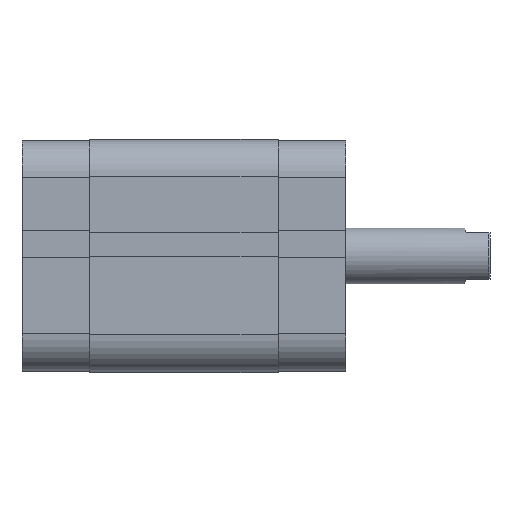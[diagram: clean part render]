
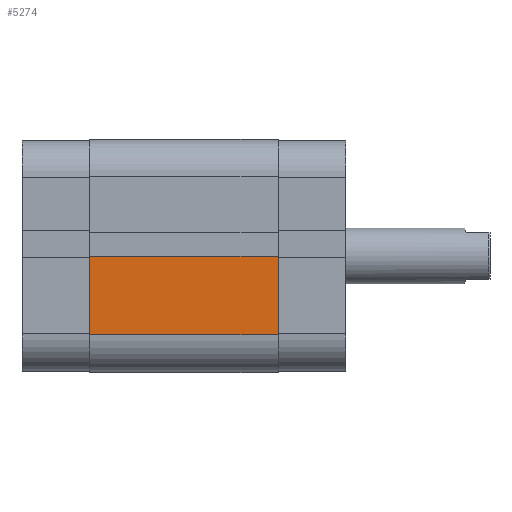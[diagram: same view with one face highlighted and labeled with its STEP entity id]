
A CAD part, top view. The second image highlights one B-rep face of the part: STEP entity #5274.
In plain terms, the highlighted face is planar.
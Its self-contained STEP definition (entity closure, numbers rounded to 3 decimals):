
#110 = CARTESIAN_POINT ( 'NONE',  ( 0.1, -25., 0. ) ) ;
#124 = CARTESIAN_POINT ( 'NONE',  ( 0.1, -25., 40.5 ) ) ;
#137 = CARTESIAN_POINT ( 'NONE',  ( 17., -25., 0. ) ) ;
#191 = CARTESIAN_POINT ( 'NONE',  ( 17., -25., 40.5 ) ) ;
#247 = VERTEX_POINT ( 'NONE', #191 ) ;
#293 = VERTEX_POINT ( 'NONE', #137 ) ;
#303 = VERTEX_POINT ( 'NONE', #124 ) ;
#316 = VERTEX_POINT ( 'NONE', #110 ) ;
#2202 = EDGE_CURVE ( 'NONE', #303, #247, #4649, .T. ) ;
#2206 = EDGE_CURVE ( 'NONE', #303, #316, #4640, .T. ) ;
#2209 = EDGE_CURVE ( 'NONE', #247, #293, #4646, .T. ) ;
#2210 = EDGE_CURVE ( 'NONE', #316, #293, #4655, .T. ) ;
#2635 = AXIS2_PLACEMENT_3D ( 'NONE', #5759, #5765, #5766 ) ;
#3268 = EDGE_LOOP ( 'NONE', ( #3537, #3536, #3535, #3534 ) ) ;
#3534 = ORIENTED_EDGE ( 'NONE', *, *, #2206, .T. ) ;
#3535 = ORIENTED_EDGE ( 'NONE', *, *, #2202, .F. ) ;
#3536 = ORIENTED_EDGE ( 'NONE', *, *, #2209, .F. ) ;
#3537 = ORIENTED_EDGE ( 'NONE', *, *, #2210, .T. ) ;
#4634 = VECTOR ( 'NONE', #5494, 1000. ) ;
#4640 = LINE ( 'NONE', #5493, #4634 ) ;
#4646 = LINE ( 'NONE', #5495, #4662 ) ;
#4649 = LINE ( 'NONE', #5485, #4650 ) ;
#4650 = VECTOR ( 'NONE', #5486, 1000. ) ;
#4655 = LINE ( 'NONE', #5499, #4664 ) ;
#4662 = VECTOR ( 'NONE', #5501, 1000. ) ;
#4664 = VECTOR ( 'NONE', #5503, 1000. ) ;
#4814 = FACE_OUTER_BOUND ( 'NONE', #3268, .T. ) ;
#5274 = ADVANCED_FACE ( 'NONE', ( #4814 ), #5756, .F. ) ;
#5485 = CARTESIAN_POINT ( 'NONE',  ( 0., -25., 40.5 ) ) ;
#5486 = DIRECTION ( 'NONE',  ( 1., 0., 0. ) ) ;
#5493 = CARTESIAN_POINT ( 'NONE',  ( 0.1, -25., 40.5 ) ) ;
#5494 = DIRECTION ( 'NONE',  ( 0., 0., -1. ) ) ;
#5495 = CARTESIAN_POINT ( 'NONE',  ( 17., -25., 40.5 ) ) ;
#5499 = CARTESIAN_POINT ( 'NONE',  ( 0., -25., 0. ) ) ;
#5501 = DIRECTION ( 'NONE',  ( 0., 0., -1. ) ) ;
#5503 = DIRECTION ( 'NONE',  ( 1., 0., 0. ) ) ;
#5756 = PLANE ( 'NONE',  #2635 ) ;
#5759 = CARTESIAN_POINT ( 'NONE',  ( 0., -25., 40.5 ) ) ;
#5765 = DIRECTION ( 'NONE',  ( 0., 1., 0. ) ) ;
#5766 = DIRECTION ( 'NONE',  ( -1., 0., 0. ) ) ;
